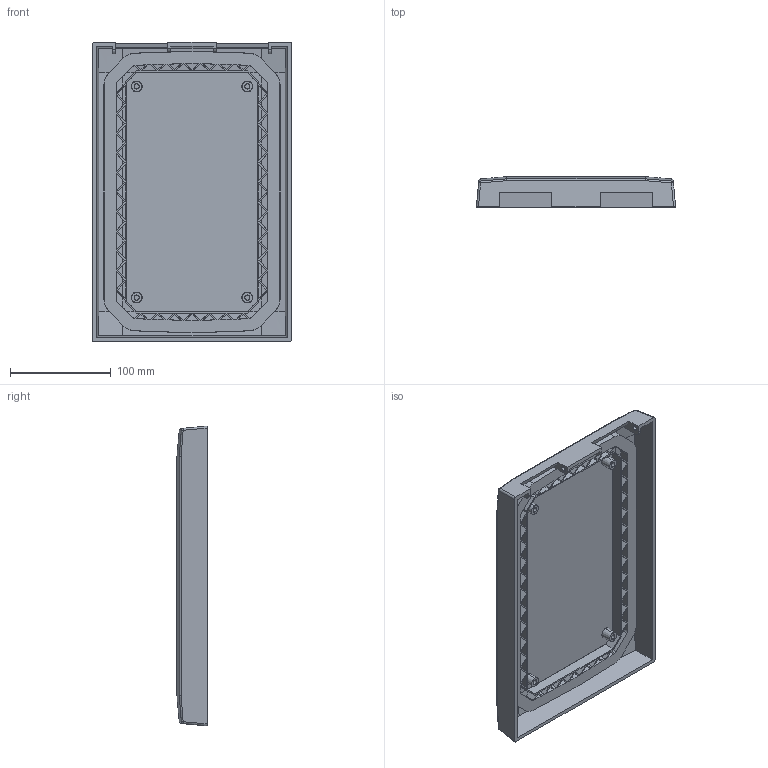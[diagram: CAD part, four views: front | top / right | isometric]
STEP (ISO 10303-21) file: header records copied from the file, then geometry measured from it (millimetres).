
FILE_DESCRIPTION (( 'STEP AP214' ), '1' );
FILE_NAME ('Cabinet 203003 Cover.STEP', '2013-07-24T09:56:09', ( '' ), ( '' ), 'SwSTEP 2.0', 'SolidWorks 2012', '' );
FILE_SCHEMA (( 'AUTOMOTIVE_DESIGN' ));
Length unit declared in the file: millimetre
Products named in the file (1): Cabinet 203003 Cover
Bounding box: 198 x 30 x 298 mm (x, y, z)
Volume: 455541.7 mm3; surface area: 205792.1 mm2
Topology: 1 solids, 1 shells, 527 faces, 1322 edges, 870 vertices
Faces by surface type: plane 443, cone 32, cylinder 28, bspline 16, sphere 8
Entity records: 15976 total; most frequent: CARTESIAN_POINT 3446, ORIENTED_EDGE 2636, DIRECTION 2358, EDGE_CURVE 1318, LINE 1126, VECTOR 1126, VERTEX_POINT 870, AXIS2_PLACEMENT_3D 616
